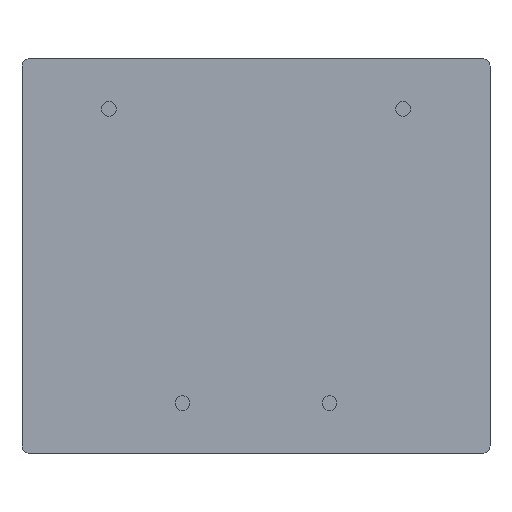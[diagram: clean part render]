
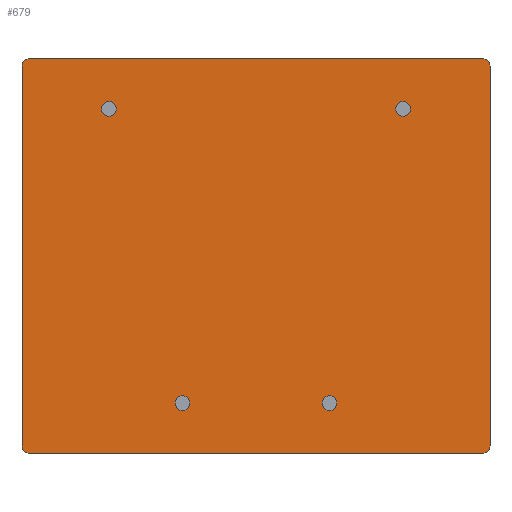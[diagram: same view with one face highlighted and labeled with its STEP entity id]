
A CAD part, front view. The second image highlights one B-rep face of the part: STEP entity #679.
In plain terms, the highlighted planar face has unit normal (0, -1, 0).
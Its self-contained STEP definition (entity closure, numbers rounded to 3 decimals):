
#12 = DIRECTION ( 'NONE',  ( 0., -1., 0. ) ) ;
#21 = VERTEX_POINT ( 'NONE', #24932 ) ;
#134 = ORIENTED_EDGE ( 'NONE', *, *, #21803, .F. ) ;
#333 = EDGE_CURVE ( 'NONE', #21, #13083, #22205, .T. ) ;
#374 = ORIENTED_EDGE ( 'NONE', *, *, #1532, .T. ) ;
#634 = DIRECTION ( 'NONE',  ( 0., 0., -1. ) ) ;
#679 = ADVANCED_FACE ( 'NONE', ( #26405, #4856, #24568, #13494, #22155 ), #5153, .T. ) ;
#698 = VERTEX_POINT ( 'NONE', #21134 ) ;
#930 = VERTEX_POINT ( 'NONE', #2352 ) ;
#1130 = CARTESIAN_POINT ( 'NONE',  ( 10., 0., 10. ) ) ;
#1532 = EDGE_CURVE ( 'NONE', #22203, #8897, #14896, .T. ) ;
#1551 = CARTESIAN_POINT ( 'NONE',  ( 15.4, 0., 13.4 ) ) ;
#1555 = VERTEX_POINT ( 'NONE', #12711 ) ;
#1982 = DIRECTION ( 'NONE',  ( 0., 0., -1. ) ) ;
#2079 = CARTESIAN_POINT ( 'NONE',  ( 15.9, 0., 13.4 ) ) ;
#2338 = AXIS2_PLACEMENT_3D ( 'NONE', #16222, #24442, #13932 ) ;
#2352 = CARTESIAN_POINT ( 'NONE',  ( -10., 0., 9.5 ) ) ;
#2453 = DIRECTION ( 'NONE',  ( -1., 0., 0. ) ) ;
#3025 = CIRCLE ( 'NONE', #15692, 0.5 ) ;
#3384 = DIRECTION ( 'NONE',  ( 0., 0., -1. ) ) ;
#3814 = CARTESIAN_POINT ( 'NONE',  ( 5., 0., -10. ) ) ;
#3962 = CARTESIAN_POINT ( 'NONE',  ( 15.4, 0., 12.9 ) ) ;
#4156 = DIRECTION ( 'NONE',  ( 0., 0., 1. ) ) ;
#4369 = DIRECTION ( 'NONE',  ( 0., 0., -1. ) ) ;
#4568 = VECTOR ( 'NONE', #18715, 1000. ) ;
#4659 = ORIENTED_EDGE ( 'NONE', *, *, #333, .F. ) ;
#4856 = FACE_BOUND ( 'NONE', #21204, .T. ) ;
#5153 = PLANE ( 'NONE',  #5924 ) ;
#5195 = ORIENTED_EDGE ( 'NONE', *, *, #21010, .F. ) ;
#5479 = VERTEX_POINT ( 'NONE', #8682 ) ;
#5749 = EDGE_CURVE ( 'NONE', #13000, #23544, #3025, .T. ) ;
#5924 = AXIS2_PLACEMENT_3D ( 'NONE', #7973, #8108, #14650 ) ;
#6030 = LINE ( 'NONE', #17340, #7664 ) ;
#6167 = CARTESIAN_POINT ( 'NONE',  ( -5., 0., -10. ) ) ;
#6217 = CARTESIAN_POINT ( 'NONE',  ( -15.9, 0., 13.4 ) ) ;
#6342 = VERTEX_POINT ( 'NONE', #27886 ) ;
#6690 = CARTESIAN_POINT ( 'NONE',  ( 5., 0., -10. ) ) ;
#6829 = AXIS2_PLACEMENT_3D ( 'NONE', #6690, #15333, #15485 ) ;
#7304 = AXIS2_PLACEMENT_3D ( 'NONE', #1130, #18424, #16158 ) ;
#7641 = EDGE_CURVE ( 'NONE', #5479, #698, #24085, .T. ) ;
#7664 = VECTOR ( 'NONE', #4156, 1000. ) ;
#7786 = DIRECTION ( 'NONE',  ( 0., 0., -1. ) ) ;
#7973 = CARTESIAN_POINT ( 'NONE',  ( 0., 0., 0. ) ) ;
#8100 = EDGE_CURVE ( 'NONE', #930, #6342, #17751, .T. ) ;
#8108 = DIRECTION ( 'NONE',  ( 0., -1., 0. ) ) ;
#8547 = ORIENTED_EDGE ( 'NONE', *, *, #13296, .F. ) ;
#8573 = CARTESIAN_POINT ( 'NONE',  ( -15.9, 0., -12.9 ) ) ;
#8682 = CARTESIAN_POINT ( 'NONE',  ( 10., 0., 9.5 ) ) ;
#8824 = EDGE_CURVE ( 'NONE', #23393, #14355, #16002, .T. ) ;
#8897 = VERTEX_POINT ( 'NONE', #10597 ) ;
#9024 = LINE ( 'NONE', #2079, #14362 ) ;
#9692 = CARTESIAN_POINT ( 'NONE',  ( -15.4, 0., 13.4 ) ) ;
#9751 = EDGE_LOOP ( 'NONE', ( #14273, #16205 ) ) ;
#10231 = ORIENTED_EDGE ( 'NONE', *, *, #18840, .T. ) ;
#10485 = CIRCLE ( 'NONE', #6829, 0.5 ) ;
#10597 = CARTESIAN_POINT ( 'NONE',  ( -15.4, 0., -13.4 ) ) ;
#11090 = EDGE_CURVE ( 'NONE', #18210, #25528, #21142, .T. ) ;
#11195 = CARTESIAN_POINT ( 'NONE',  ( -10., 0., 10. ) ) ;
#12028 = EDGE_CURVE ( 'NONE', #13000, #14355, #9024, .T. ) ;
#12319 = ORIENTED_EDGE ( 'NONE', *, *, #22508, .F. ) ;
#12490 = CARTESIAN_POINT ( 'NONE',  ( 10., 0., 10. ) ) ;
#12711 = CARTESIAN_POINT ( 'NONE',  ( -15.9, 0., 12.9 ) ) ;
#12820 = AXIS2_PLACEMENT_3D ( 'NONE', #13516, #15366, #634 ) ;
#13000 = VERTEX_POINT ( 'NONE', #18559 ) ;
#13083 = VERTEX_POINT ( 'NONE', #18707 ) ;
#13105 = CIRCLE ( 'NONE', #7304, 0.5 ) ;
#13279 = DIRECTION ( 'NONE',  ( 0., 0., -1. ) ) ;
#13285 = ORIENTED_EDGE ( 'NONE', *, *, #12028, .F. ) ;
#13296 = EDGE_CURVE ( 'NONE', #13083, #21, #14596, .T. ) ;
#13494 = FACE_BOUND ( 'NONE', #9751, .T. ) ;
#13516 = CARTESIAN_POINT ( 'NONE',  ( 15.4, 0., -12.9 ) ) ;
#13714 = DIRECTION ( 'NONE',  ( 0., -1., 0. ) ) ;
#13932 = DIRECTION ( 'NONE',  ( 0., 0., -1. ) ) ;
#14100 = CIRCLE ( 'NONE', #18623, 0.5 ) ;
#14273 = ORIENTED_EDGE ( 'NONE', *, *, #22930, .F. ) ;
#14355 = VERTEX_POINT ( 'NONE', #19848 ) ;
#14362 = VECTOR ( 'NONE', #13279, 1000. ) ;
#14596 = CIRCLE ( 'NONE', #2338, 0.5 ) ;
#14650 = DIRECTION ( 'NONE',  ( 0., 0., -1. ) ) ;
#14694 = DIRECTION ( 'NONE',  ( 0., -1., 0. ) ) ;
#14719 = ORIENTED_EDGE ( 'NONE', *, *, #7641, .F. ) ;
#14896 = CIRCLE ( 'NONE', #24845, 0.5 ) ;
#15333 = DIRECTION ( 'NONE',  ( 0., -1., 0. ) ) ;
#15366 = DIRECTION ( 'NONE',  ( 0., -1., 0. ) ) ;
#15485 = DIRECTION ( 'NONE',  ( 0., 0., -1. ) ) ;
#15692 = AXIS2_PLACEMENT_3D ( 'NONE', #3962, #21825, #4369 ) ;
#16002 = CIRCLE ( 'NONE', #12820, 0.5 ) ;
#16158 = DIRECTION ( 'NONE',  ( 0., 0., -1. ) ) ;
#16205 = ORIENTED_EDGE ( 'NONE', *, *, #8100, .F. ) ;
#16220 = CIRCLE ( 'NONE', #18486, 0.5 ) ;
#16222 = CARTESIAN_POINT ( 'NONE',  ( -5., 0., -10. ) ) ;
#16755 = CARTESIAN_POINT ( 'NONE',  ( -15.4, 0., -12.9 ) ) ;
#17015 = AXIS2_PLACEMENT_3D ( 'NONE', #3814, #21395, #1982 ) ;
#17148 = EDGE_CURVE ( 'NONE', #22203, #1555, #6030, .T. ) ;
#17340 = CARTESIAN_POINT ( 'NONE',  ( -15.9, 0., 13.4 ) ) ;
#17603 = DIRECTION ( 'NONE',  ( 0., -1., 0. ) ) ;
#17751 = CIRCLE ( 'NONE', #24554, 0.5 ) ;
#18210 = VERTEX_POINT ( 'NONE', #22300 ) ;
#18349 = ORIENTED_EDGE ( 'NONE', *, *, #17148, .F. ) ;
#18424 = DIRECTION ( 'NONE',  ( 0., -1., 0. ) ) ;
#18486 = AXIS2_PLACEMENT_3D ( 'NONE', #20656, #13714, #7786 ) ;
#18523 = ORIENTED_EDGE ( 'NONE', *, *, #11090, .F. ) ;
#18559 = CARTESIAN_POINT ( 'NONE',  ( 15.9, 0., 12.9 ) ) ;
#18623 = AXIS2_PLACEMENT_3D ( 'NONE', #25316, #27334, #21062 ) ;
#18658 = CARTESIAN_POINT ( 'NONE',  ( 5., 0., -9.5 ) ) ;
#18707 = CARTESIAN_POINT ( 'NONE',  ( -5., 0., -9.5 ) ) ;
#18715 = DIRECTION ( 'NONE',  ( 1., 0., 0. ) ) ;
#18840 = EDGE_CURVE ( 'NONE', #23342, #1555, #16220, .T. ) ;
#19339 = DIRECTION ( 'NONE',  ( 0., 0., -1. ) ) ;
#19848 = CARTESIAN_POINT ( 'NONE',  ( 15.9, 0., -12.9 ) ) ;
#19885 = LINE ( 'NONE', #20158, #23969 ) ;
#20158 = CARTESIAN_POINT ( 'NONE',  ( -15.9, 0., -13.4 ) ) ;
#20656 = CARTESIAN_POINT ( 'NONE',  ( -15.4, 0., 12.9 ) ) ;
#20863 = CARTESIAN_POINT ( 'NONE',  ( 15.4, 0., -13.4 ) ) ;
#21010 = EDGE_CURVE ( 'NONE', #23393, #8897, #19885, .T. ) ;
#21062 = DIRECTION ( 'NONE',  ( 0., 0., -1. ) ) ;
#21134 = CARTESIAN_POINT ( 'NONE',  ( 10., 0., 10.5 ) ) ;
#21142 = CIRCLE ( 'NONE', #17015, 0.5 ) ;
#21204 = EDGE_LOOP ( 'NONE', ( #8547, #4659 ) ) ;
#21395 = DIRECTION ( 'NONE',  ( 0., -1., 0. ) ) ;
#21803 = EDGE_CURVE ( 'NONE', #698, #5479, #13105, .T. ) ;
#21820 = EDGE_CURVE ( 'NONE', #23342, #23544, #23243, .T. ) ;
#21825 = DIRECTION ( 'NONE',  ( 0., -1., 0. ) ) ;
#22155 = FACE_OUTER_BOUND ( 'NONE', #23191, .T. ) ;
#22203 = VERTEX_POINT ( 'NONE', #8573 ) ;
#22205 = CIRCLE ( 'NONE', #26277, 0.5 ) ;
#22300 = CARTESIAN_POINT ( 'NONE',  ( 5., 0., -10.5 ) ) ;
#22347 = EDGE_LOOP ( 'NONE', ( #134, #14719 ) ) ;
#22432 = ORIENTED_EDGE ( 'NONE', *, *, #21820, .F. ) ;
#22508 = EDGE_CURVE ( 'NONE', #25528, #18210, #10485, .T. ) ;
#22930 = EDGE_CURVE ( 'NONE', #6342, #930, #14100, .T. ) ;
#23191 = EDGE_LOOP ( 'NONE', ( #5195, #27929, #13285, #26453, #22432, #10231, #18349, #374 ) ) ;
#23243 = LINE ( 'NONE', #6217, #4568 ) ;
#23342 = VERTEX_POINT ( 'NONE', #9692 ) ;
#23393 = VERTEX_POINT ( 'NONE', #20863 ) ;
#23544 = VERTEX_POINT ( 'NONE', #1551 ) ;
#23969 = VECTOR ( 'NONE', #2453, 1000. ) ;
#24085 = CIRCLE ( 'NONE', #24974, 0.5 ) ;
#24134 = DIRECTION ( 'NONE',  ( 0., 0., -1. ) ) ;
#24442 = DIRECTION ( 'NONE',  ( 0., -1., 0. ) ) ;
#24554 = AXIS2_PLACEMENT_3D ( 'NONE', #11195, #12, #25919 ) ;
#24568 = FACE_BOUND ( 'NONE', #22347, .T. ) ;
#24699 = EDGE_LOOP ( 'NONE', ( #12319, #18523 ) ) ;
#24845 = AXIS2_PLACEMENT_3D ( 'NONE', #16755, #17603, #24134 ) ;
#24932 = CARTESIAN_POINT ( 'NONE',  ( -5., 0., -10.5 ) ) ;
#24974 = AXIS2_PLACEMENT_3D ( 'NONE', #12490, #27379, #3384 ) ;
#25316 = CARTESIAN_POINT ( 'NONE',  ( -10., 0., 10. ) ) ;
#25528 = VERTEX_POINT ( 'NONE', #18658 ) ;
#25919 = DIRECTION ( 'NONE',  ( 0., 0., -1. ) ) ;
#26277 = AXIS2_PLACEMENT_3D ( 'NONE', #6167, #14694, #19339 ) ;
#26405 = FACE_BOUND ( 'NONE', #24699, .T. ) ;
#26453 = ORIENTED_EDGE ( 'NONE', *, *, #5749, .T. ) ;
#27334 = DIRECTION ( 'NONE',  ( 0., -1., 0. ) ) ;
#27379 = DIRECTION ( 'NONE',  ( 0., -1., 0. ) ) ;
#27886 = CARTESIAN_POINT ( 'NONE',  ( -10., 0., 10.5 ) ) ;
#27929 = ORIENTED_EDGE ( 'NONE', *, *, #8824, .T. ) ;
